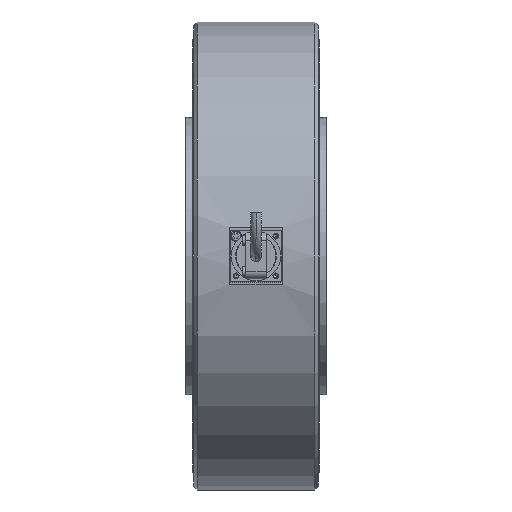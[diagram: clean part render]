
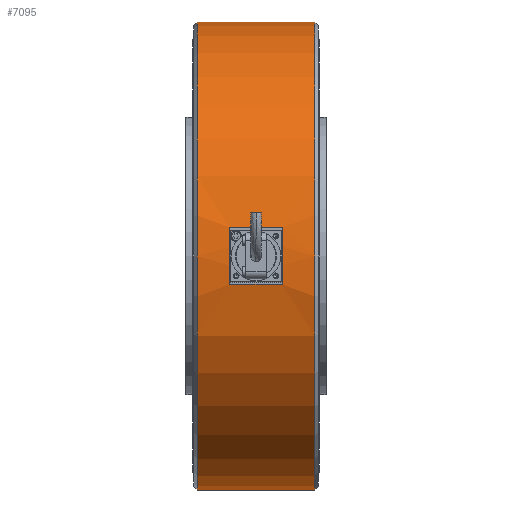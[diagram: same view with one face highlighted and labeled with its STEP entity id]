
A CAD part, left-side view. The second image highlights one B-rep face of the part: STEP entity #7095.
In plain terms, the highlighted cylindrical face has radius 135 mm (diameter 270 mm), a partial arc.
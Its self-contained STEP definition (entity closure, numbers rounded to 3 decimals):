
#762 = VECTOR ( 'NONE', #5923, 1000. ) ;
#1321 = EDGE_CURVE ( 'NONE', #4846, #10969, #6715, .T. ) ;
#1441 = CARTESIAN_POINT ( 'NONE',  ( -134., 20.9, 16.401 ) ) ;
#1463 = LINE ( 'NONE', #1441, #762 ) ;
#1574 = CARTESIAN_POINT ( 'NONE',  ( 0., 70., -135. ) ) ;
#1748 = CARTESIAN_POINT ( 'NONE',  ( 0., 72., 135. ) ) ;
#2108 = VERTEX_POINT ( 'NONE', #9572 ) ;
#2340 = AXIS2_PLACEMENT_3D ( 'NONE', #11959, #12910, #6124 ) ;
#2558 = FACE_OUTER_BOUND ( 'NONE', #6768, .T. ) ;
#2789 = DIRECTION ( 'NONE',  ( 0., -1., 0. ) ) ;
#2909 = DIRECTION ( 'NONE',  ( 0., -1., 0. ) ) ;
#3071 = VERTEX_POINT ( 'NONE', #3342 ) ;
#3198 = DIRECTION ( 'NONE',  ( 0., 0., -1. ) ) ;
#3342 = CARTESIAN_POINT ( 'NONE',  ( 0., 70., 135. ) ) ;
#3691 = VECTOR ( 'NONE', #7100, 1000. ) ;
#3768 = VERTEX_POINT ( 'NONE', #11809 ) ;
#3794 = ORIENTED_EDGE ( 'NONE', *, *, #13848, .T. ) ;
#4031 = CARTESIAN_POINT ( 'NONE',  ( 0., 70., 0. ) ) ;
#4102 = DIRECTION ( 'NONE',  ( 0., 1., 0. ) ) ;
#4344 = DIRECTION ( 'NONE',  ( 0., -1., 0. ) ) ;
#4513 = FACE_BOUND ( 'NONE', #6416, .T. ) ;
#4846 = VERTEX_POINT ( 'NONE', #11294 ) ;
#4957 = EDGE_CURVE ( 'NONE', #3768, #2108, #7283, .T. ) ;
#5268 = DIRECTION ( 'NONE',  ( 0., 0., 1. ) ) ;
#5621 = ORIENTED_EDGE ( 'NONE', *, *, #10839, .T. ) ;
#5713 = CARTESIAN_POINT ( 'NONE',  ( -134., 20.9, 16.401 ) ) ;
#5838 = DIRECTION ( 'NONE',  ( 0., 0., 1. ) ) ;
#5846 = VECTOR ( 'NONE', #2909, 1000. ) ;
#5923 = DIRECTION ( 'NONE',  ( 0., 1., 0. ) ) ;
#6124 = DIRECTION ( 'NONE',  ( 0., 0., 1. ) ) ;
#6377 = CARTESIAN_POINT ( 'NONE',  ( 0., 2., 135. ) ) ;
#6416 = EDGE_LOOP ( 'NONE', ( #11989, #11945, #5621, #13663 ) ) ;
#6513 = CARTESIAN_POINT ( 'NONE',  ( 0., 72., -135. ) ) ;
#6639 = VERTEX_POINT ( 'NONE', #8381 ) ;
#6715 = CIRCLE ( 'NONE', #11513, 135. ) ;
#6768 = EDGE_LOOP ( 'NONE', ( #14642, #3794, #14136, #14395 ) ) ;
#6947 = EDGE_CURVE ( 'NONE', #13645, #4846, #7946, .T. ) ;
#7051 = AXIS2_PLACEMENT_3D ( 'NONE', #12058, #4102, #5268 ) ;
#7095 = ADVANCED_FACE ( 'NONE', ( #2558, #4513 ), #11210, .T. ) ;
#7100 = DIRECTION ( 'NONE',  ( 0., 1., 0. ) ) ;
#7187 = CARTESIAN_POINT ( 'NONE',  ( 0., 2., 0. ) ) ;
#7283 = LINE ( 'NONE', #14003, #3691 ) ;
#7946 = LINE ( 'NONE', #6513, #12985 ) ;
#8381 = CARTESIAN_POINT ( 'NONE',  ( -134., 51.1, 16.401 ) ) ;
#9449 = DIRECTION ( 'NONE',  ( 0., 1., 0. ) ) ;
#9572 = CARTESIAN_POINT ( 'NONE',  ( -134., 51.1, -16.401 ) ) ;
#10083 = CARTESIAN_POINT ( 'NONE',  ( 0., 72., 0. ) ) ;
#10333 = LINE ( 'NONE', #1748, #5846 ) ;
#10693 = CIRCLE ( 'NONE', #2340, 135. ) ;
#10836 = DIRECTION ( 'NONE',  ( 0., 0., 1. ) ) ;
#10839 = EDGE_CURVE ( 'NONE', #2108, #6639, #13769, .T. ) ;
#10920 = EDGE_CURVE ( 'NONE', #3071, #10969, #10333, .T. ) ;
#10969 = VERTEX_POINT ( 'NONE', #6377 ) ;
#11204 = DIRECTION ( 'NONE',  ( 0., -1., 0. ) ) ;
#11210 = CYLINDRICAL_SURFACE ( 'NONE', #14258, 135. ) ;
#11294 = CARTESIAN_POINT ( 'NONE',  ( 0., 2., -135. ) ) ;
#11430 = EDGE_CURVE ( 'NONE', #3768, #13399, #10693, .T. ) ;
#11513 = AXIS2_PLACEMENT_3D ( 'NONE', #7187, #9449, #5838 ) ;
#11809 = CARTESIAN_POINT ( 'NONE',  ( -134., 20.9, -16.401 ) ) ;
#11945 = ORIENTED_EDGE ( 'NONE', *, *, #4957, .T. ) ;
#11959 = CARTESIAN_POINT ( 'NONE',  ( 0., 20.9, 0. ) ) ;
#11989 = ORIENTED_EDGE ( 'NONE', *, *, #11430, .F. ) ;
#12058 = CARTESIAN_POINT ( 'NONE',  ( 0., 51.1, 0. ) ) ;
#12256 = CIRCLE ( 'NONE', #13648, 135. ) ;
#12910 = DIRECTION ( 'NONE',  ( 0., 1., 0. ) ) ;
#12985 = VECTOR ( 'NONE', #11204, 1000. ) ;
#13111 = EDGE_CURVE ( 'NONE', #13399, #6639, #1463, .T. ) ;
#13399 = VERTEX_POINT ( 'NONE', #5713 ) ;
#13645 = VERTEX_POINT ( 'NONE', #1574 ) ;
#13648 = AXIS2_PLACEMENT_3D ( 'NONE', #4031, #2789, #10836 ) ;
#13663 = ORIENTED_EDGE ( 'NONE', *, *, #13111, .F. ) ;
#13769 = CIRCLE ( 'NONE', #7051, 135. ) ;
#13848 = EDGE_CURVE ( 'NONE', #3071, #13645, #12256, .T. ) ;
#14003 = CARTESIAN_POINT ( 'NONE',  ( -134., 20.9, -16.401 ) ) ;
#14136 = ORIENTED_EDGE ( 'NONE', *, *, #6947, .T. ) ;
#14258 = AXIS2_PLACEMENT_3D ( 'NONE', #10083, #4344, #3198 ) ;
#14395 = ORIENTED_EDGE ( 'NONE', *, *, #1321, .T. ) ;
#14642 = ORIENTED_EDGE ( 'NONE', *, *, #10920, .F. ) ;
